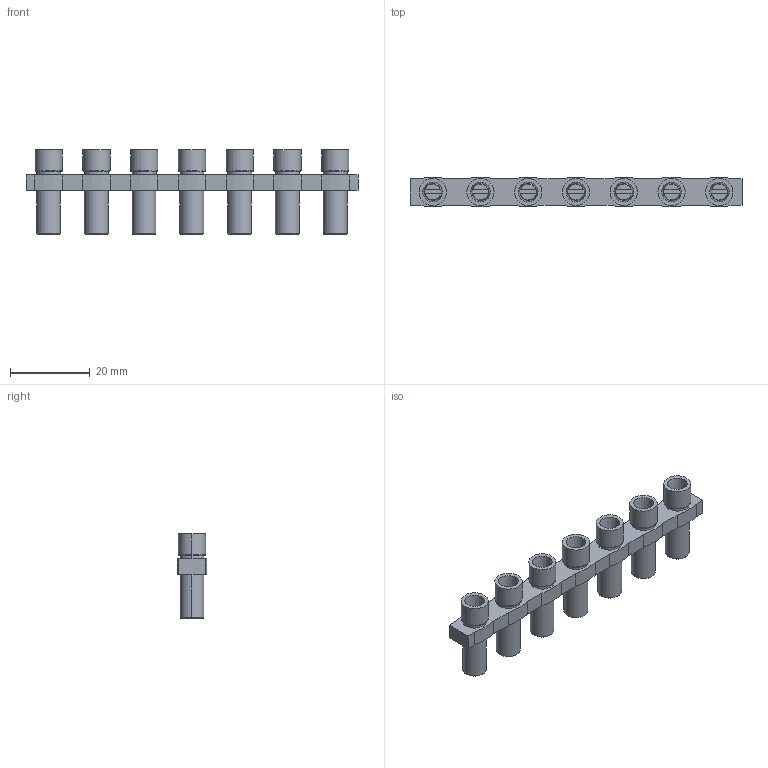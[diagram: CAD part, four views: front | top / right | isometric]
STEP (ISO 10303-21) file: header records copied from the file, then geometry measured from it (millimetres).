
FILE_DESCRIPTION (( 'STEP AP203' ), '1' );
FILE_NAME ('7''LÝ - MRK 16 ÜST KÖPRÜ VÝDALI.STEP', '2020-03-26T06:55:18', ( '' ), ( '' ), 'SwSTEP 2.0', 'SolidWorks 2011', '' );
FILE_SCHEMA (( 'CONFIG_CONTROL_DESIGN' ));
Length unit declared in the file: millimetre
Products named in the file (1): 7''LÝ - MRK 16 ÜST KÖPRÜ VÝDALI
Bounding box: 83.4 x 7.32 x 21.2 mm (x, y, z)
Volume: 5356.9 mm3; surface area: 6023.1 mm2
Topology: 1 solids, 8 shells, 334 faces, 773 edges, 506 vertices
Faces by surface type: cylinder 116, plane 113, bspline 63, cone 42
Entity records: 10557 total; most frequent: CARTESIAN_POINT 3014, DIRECTION 1584, ORIENTED_EDGE 1546, EDGE_CURVE 773, AXIS2_PLACEMENT_3D 672, VERTEX_POINT 506, CIRCLE 400, EDGE_LOOP 399
